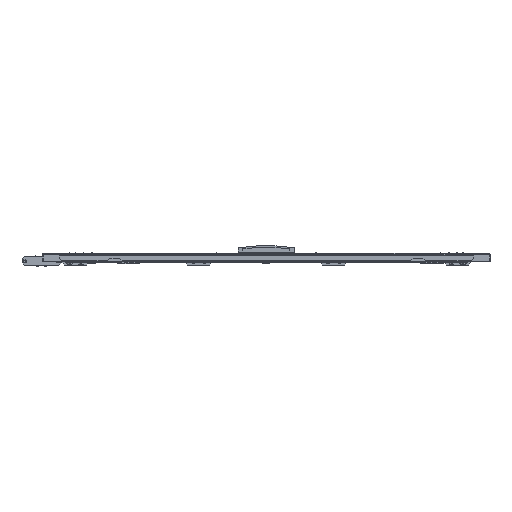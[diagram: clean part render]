
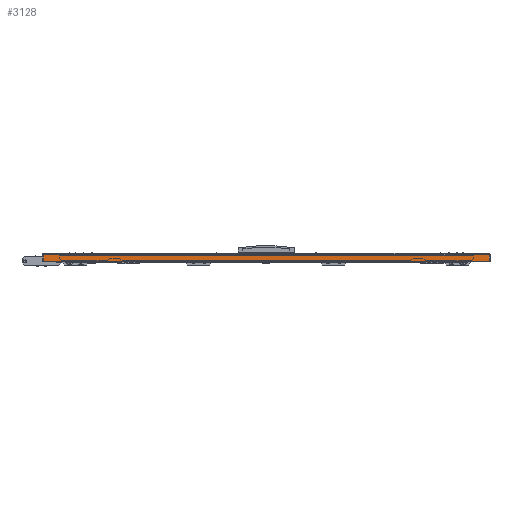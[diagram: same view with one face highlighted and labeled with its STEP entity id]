
A CAD part, left-side view. The second image highlights one B-rep face of the part: STEP entity #3128.
In plain terms, the highlighted planar face has unit normal (-1, 0, 0).
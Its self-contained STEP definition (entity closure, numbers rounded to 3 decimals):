
#243 = EDGE_CURVE ( 'NONE', #26405, #27368, #23655, .T. ) ;
#508 = EDGE_CURVE ( 'NONE', #26405, #21208, #8740, .T. ) ;
#2500 = DIRECTION ( 'NONE',  ( 0., 0., -1. ) ) ;
#3128 = ADVANCED_FACE ( 'NONE', ( #36756 ), #24232, .F. ) ;
#3423 = EDGE_CURVE ( 'NONE', #21208, #16837, #31075, .T. ) ;
#3887 = LINE ( 'NONE', #14355, #22409 ) ;
#4425 = CARTESIAN_POINT ( 'NONE',  ( -397.5, 495.929, -16. ) ) ;
#4433 = DIRECTION ( 'NONE',  ( 0., 0., -1. ) ) ;
#6894 = CARTESIAN_POINT ( 'NONE',  ( -397.5, -495.929, -16. ) ) ;
#8019 = CARTESIAN_POINT ( 'NONE',  ( -397.5, 498., 0. ) ) ;
#8104 = ORIENTED_EDGE ( 'NONE', *, *, #508, .T. ) ;
#8560 = EDGE_CURVE ( 'NONE', #27368, #16837, #3887, .T. ) ;
#8740 = LINE ( 'NONE', #28851, #40022 ) ;
#14355 = CARTESIAN_POINT ( 'NONE',  ( -397.5, -495.929, -2. ) ) ;
#14950 = DIRECTION ( 'NONE',  ( 0., -1., 0. ) ) ;
#15021 = ORIENTED_EDGE ( 'NONE', *, *, #3423, .T. ) ;
#15732 = DIRECTION ( 'NONE',  ( 0., -1., 0. ) ) ;
#15859 = ORIENTED_EDGE ( 'NONE', *, *, #243, .F. ) ;
#16024 = ORIENTED_EDGE ( 'NONE', *, *, #8560, .F. ) ;
#16609 = AXIS2_PLACEMENT_3D ( 'NONE', #8019, #27787, #24533 ) ;
#16837 = VERTEX_POINT ( 'NONE', #6894 ) ;
#21208 = VERTEX_POINT ( 'NONE', #4425 ) ;
#22409 = VECTOR ( 'NONE', #4433, 1000. ) ;
#23655 = LINE ( 'NONE', #40324, #30789 ) ;
#24232 = PLANE ( 'NONE',  #16609 ) ;
#24533 = DIRECTION ( 'NONE',  ( 0., 0., -1. ) ) ;
#26203 = CARTESIAN_POINT ( 'NONE',  ( -397.5, 495.929, -2. ) ) ;
#26405 = VERTEX_POINT ( 'NONE', #26203 ) ;
#27368 = VERTEX_POINT ( 'NONE', #33512 ) ;
#27787 = DIRECTION ( 'NONE',  ( 1., 0., 0. ) ) ;
#28851 = CARTESIAN_POINT ( 'NONE',  ( -397.5, 495.929, -2. ) ) ;
#30789 = VECTOR ( 'NONE', #14950, 1000. ) ;
#31075 = LINE ( 'NONE', #35670, #34149 ) ;
#31473 = EDGE_LOOP ( 'NONE', ( #15021, #16024, #15859, #8104 ) ) ;
#33512 = CARTESIAN_POINT ( 'NONE',  ( -397.5, -495.929, -2. ) ) ;
#34149 = VECTOR ( 'NONE', #15732, 1000. ) ;
#35670 = CARTESIAN_POINT ( 'NONE',  ( -397.5, 498., -16. ) ) ;
#36756 = FACE_OUTER_BOUND ( 'NONE', #31473, .T. ) ;
#40022 = VECTOR ( 'NONE', #2500, 1000. ) ;
#40324 = CARTESIAN_POINT ( 'NONE',  ( -397.5, -498., -2. ) ) ;
